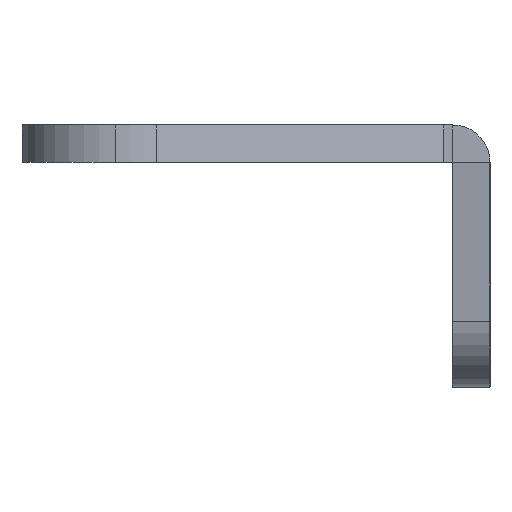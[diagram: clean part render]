
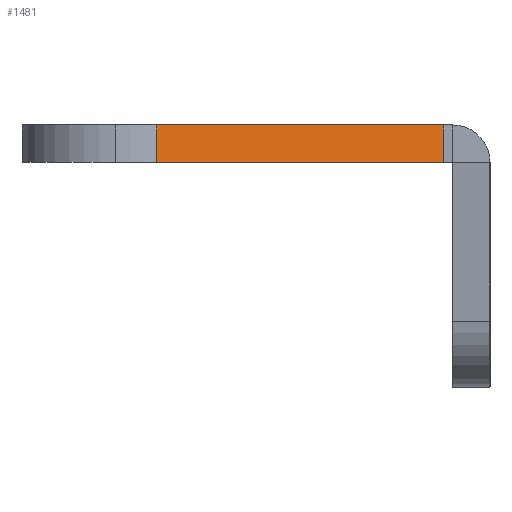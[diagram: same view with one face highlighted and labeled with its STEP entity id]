
A CAD part, left-side view. The second image highlights one B-rep face of the part: STEP entity #1481.
In plain terms, the highlighted planar face has unit normal (-0.898, -0.439, 0).
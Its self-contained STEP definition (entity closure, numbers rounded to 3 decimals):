
#14 = CARTESIAN_POINT ( 'NONE',  ( 3.518, 17.804, -2. ) ) ;
#149 = CARTESIAN_POINT ( 'NONE',  ( 3.518, 17.804, 0. ) ) ;
#340 = DIRECTION ( 'NONE',  ( -0.439, 0.898, 0. ) ) ;
#341 = DIRECTION ( 'NONE',  ( -0.898, -0.439, 0. ) ) ;
#346 = CARTESIAN_POINT ( 'NONE',  ( 25.464, -27.084, -2. ) ) ;
#347 = PLANE ( 'NONE',  #2451 ) ;
#412 = CARTESIAN_POINT ( 'NONE',  ( 11., 2.5, 0. ) ) ;
#436 = CARTESIAN_POINT ( 'NONE',  ( 11., 2.5, -2. ) ) ;
#569 = EDGE_LOOP ( 'NONE', ( #1693, #1694, #1695, #1696 ) ) ;
#647 = VERTEX_POINT ( 'NONE', #14 ) ;
#698 = VERTEX_POINT ( 'NONE', #436 ) ;
#722 = VERTEX_POINT ( 'NONE', #412 ) ;
#1026 = FACE_OUTER_BOUND ( 'NONE', #569, .T. ) ;
#1286 = LINE ( 'NONE', #2243, #1288 ) ;
#1288 = VECTOR ( 'NONE', #2240, 1000. ) ;
#1320 = LINE ( 'NONE', #2146, #1329 ) ;
#1329 = VECTOR ( 'NONE', #2084, 1000. ) ;
#1346 = LINE ( 'NONE', #1992, #1349 ) ;
#1349 = VECTOR ( 'NONE', #1990, 1000. ) ;
#1423 = LINE ( 'NONE', #2106, #1426 ) ;
#1426 = VECTOR ( 'NONE', #2105, 1000. ) ;
#1481 = ADVANCED_FACE ( 'NONE', ( #1026 ), #347, .T. ) ;
#1608 = VERTEX_POINT ( 'NONE', #149 ) ;
#1693 = ORIENTED_EDGE ( 'NONE', *, *, #2595, .T. ) ;
#1694 = ORIENTED_EDGE ( 'NONE', *, *, #2568, .T. ) ;
#1695 = ORIENTED_EDGE ( 'NONE', *, *, #2651, .F. ) ;
#1696 = ORIENTED_EDGE ( 'NONE', *, *, #2606, .T. ) ;
#1990 = DIRECTION ( 'NONE',  ( 0., 0., 1. ) ) ;
#1992 = CARTESIAN_POINT ( 'NONE',  ( 11., 2.5, -2. ) ) ;
#2084 = DIRECTION ( 'NONE',  ( -0.439, 0.898, 0. ) ) ;
#2105 = DIRECTION ( 'NONE',  ( -0.439, 0.898, 0. ) ) ;
#2106 = CARTESIAN_POINT ( 'NONE',  ( 25.464, -27.084, -2. ) ) ;
#2146 = CARTESIAN_POINT ( 'NONE',  ( 25.464, -27.084, 0. ) ) ;
#2240 = DIRECTION ( 'NONE',  ( 0., 0., -1. ) ) ;
#2243 = CARTESIAN_POINT ( 'NONE',  ( 3.518, 17.804, -2. ) ) ;
#2451 = AXIS2_PLACEMENT_3D ( 'NONE', #346, #341, #340 ) ;
#2568 = EDGE_CURVE ( 'NONE', #1608, #647, #1286, .T. ) ;
#2595 = EDGE_CURVE ( 'NONE', #722, #1608, #1320, .T. ) ;
#2606 = EDGE_CURVE ( 'NONE', #698, #722, #1346, .T. ) ;
#2651 = EDGE_CURVE ( 'NONE', #698, #647, #1423, .T. ) ;
